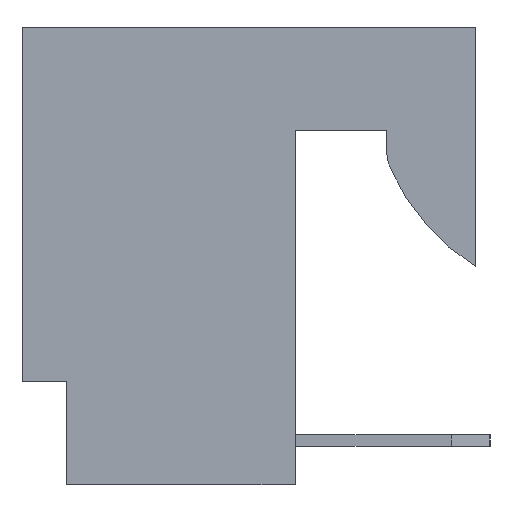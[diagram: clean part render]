
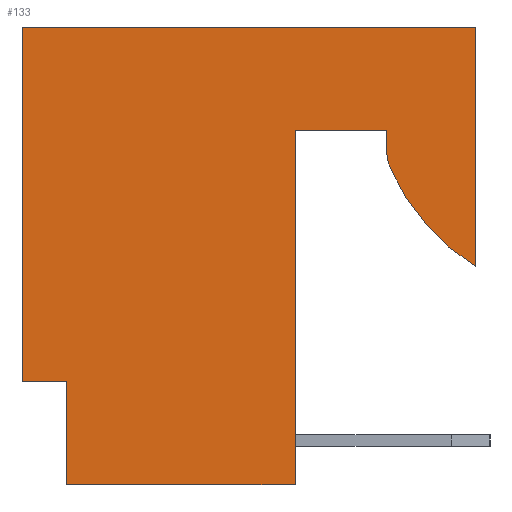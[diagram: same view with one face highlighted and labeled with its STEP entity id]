
A CAD part, left-side view. The second image highlights one B-rep face of the part: STEP entity #133.
In plain terms, the highlighted planar face has unit normal (-1, 0, 0).
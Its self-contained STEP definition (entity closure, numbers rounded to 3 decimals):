
#133=ADVANCED_FACE('',(#1040),#1041,.F.);
#1040=FACE_OUTER_BOUND('',#2740,.T.);
#1041=PLANE('',#2741);
#2740=EDGE_LOOP('',(#4760,#4761,#4762,#4763,#4764,#4765,#4766,#4767,#4768,#4769,#4770));
#2741=AXIS2_PLACEMENT_3D('',#4771,#4772,#4773);
#4760=ORIENTED_EDGE('',*,*,#11586,.F.);
#4761=ORIENTED_EDGE('',*,*,#11587,.F.);
#4762=ORIENTED_EDGE('',*,*,#11588,.F.);
#4763=ORIENTED_EDGE('',*,*,#11589,.F.);
#4764=ORIENTED_EDGE('',*,*,#11590,.F.);
#4765=ORIENTED_EDGE('',*,*,#11591,.F.);
#4766=ORIENTED_EDGE('',*,*,#11592,.F.);
#4767=ORIENTED_EDGE('',*,*,#11593,.F.);
#4768=ORIENTED_EDGE('',*,*,#11594,.F.);
#4769=ORIENTED_EDGE('',*,*,#11595,.F.);
#4770=ORIENTED_EDGE('',*,*,#11596,.F.);
#4771=CARTESIAN_POINT('',(-20.269,0.0,0.0));
#4772=DIRECTION('',(1.0,0.0,0.0));
#4773=DIRECTION('',(0.0,1.0,0.0));
#11586=EDGE_CURVE('',#14216,#14217,#14218,.T.);
#11587=EDGE_CURVE('',#14219,#14216,#14220,.T.);
#11588=EDGE_CURVE('',#14221,#14219,#14222,.T.);
#11589=EDGE_CURVE('',#14223,#14221,#14224,.T.);
#11590=EDGE_CURVE('',#14225,#14223,#14226,.T.);
#11591=EDGE_CURVE('',#14227,#14225,#14228,.T.);
#11592=EDGE_CURVE('',#14229,#14227,#14230,.T.);
#11593=EDGE_CURVE('',#14231,#14229,#14232,.T.);
#11594=EDGE_CURVE('',#14233,#14231,#14234,.T.);
#11595=EDGE_CURVE('',#14235,#14233,#14236,.T.);
#11596=EDGE_CURVE('',#14217,#14235,#14237,.T.);
#14216=VERTEX_POINT('',#18108);
#14217=VERTEX_POINT('',#18109);
#14218=LINE('',#18110,#18111);
#14219=VERTEX_POINT('',#18112);
#14220=LINE('',#18113,#18114);
#14221=VERTEX_POINT('',#18115);
#14222=LINE('',#18116,#18117);
#14223=VERTEX_POINT('',#18118);
#14224=LINE('',#18119,#18120);
#14225=VERTEX_POINT('',#18121);
#14226=LINE('',#18122,#18123);
#14227=VERTEX_POINT('',#18124);
#14228=LINE('',#18125,#18126);
#14229=VERTEX_POINT('',#18127);
#14230=LINE('',#18128,#18129);
#14231=VERTEX_POINT('',#18130);
#14232=LINE('',#18131,#18132);
#14233=VERTEX_POINT('',#18133);
#14234=CIRCLE('',#18134,0.762);
#14235=VERTEX_POINT('',#18135);
#14236=CIRCLE('',#18136,3.81);
#14237=LINE('',#18137,#18138);
#18108=CARTESIAN_POINT('',(-20.269,7.798,0.0));
#18109=CARTESIAN_POINT('',(-20.269,0.0,0.0));
#18110=CARTESIAN_POINT('',(-20.269,7.798,0.0));
#18111=VECTOR('',#23598,7.798);
#18112=CARTESIAN_POINT('',(-20.269,7.798,-6.096));
#18113=CARTESIAN_POINT('',(-20.269,7.798,-6.096));
#18114=VECTOR('',#23599,6.096);
#18115=CARTESIAN_POINT('',(-20.269,7.036,-6.096));
#18116=CARTESIAN_POINT('',(-20.269,7.036,-6.096));
#18117=VECTOR('',#23600,0.762);
#18118=CARTESIAN_POINT('',(-20.269,7.036,-7.874));
#18119=CARTESIAN_POINT('',(-20.269,7.036,-7.874));
#18120=VECTOR('',#23601,1.778);
#18121=CARTESIAN_POINT('',(-20.269,3.099,-7.874));
#18122=CARTESIAN_POINT('',(-20.269,3.099,-7.874));
#18123=VECTOR('',#23602,3.937);
#18124=CARTESIAN_POINT('',(-20.269,3.099,-1.778));
#18125=CARTESIAN_POINT('',(-20.269,3.099,-1.778));
#18126=VECTOR('',#23603,6.096);
#18127=CARTESIAN_POINT('',(-20.269,1.524,-1.778));
#18128=CARTESIAN_POINT('',(-20.269,1.524,-1.778));
#18129=VECTOR('',#23604,1.575);
#18130=CARTESIAN_POINT('',(-20.269,1.524,-2.125));
#18131=CARTESIAN_POINT('',(-20.269,1.524,-2.125));
#18132=VECTOR('',#23605,0.347);
#18133=CARTESIAN_POINT('',(-20.269,1.459,-2.434));
#18134=AXIS2_PLACEMENT_3D('',#23606,#23607,#23608);
#18135=CARTESIAN_POINT('',(-20.269,0.0,-4.117));
#18136=AXIS2_PLACEMENT_3D('',#23609,#23610,#23611);
#18137=CARTESIAN_POINT('',(-20.269,0.0,0.0));
#18138=VECTOR('',#23612,4.117);
#23598=DIRECTION('',(0.0,-1.0,0.0));
#23599=DIRECTION('',(0.0,0.0,1.0));
#23600=DIRECTION('',(0.0,1.0,0.0));
#23601=DIRECTION('',(0.0,0.0,1.0));
#23602=DIRECTION('',(0.0,1.0,0.0));
#23603=DIRECTION('',(0.0,0.0,-1.0));
#23604=DIRECTION('',(0.0,1.0,0.0));
#23605=DIRECTION('',(0.0,0.0,1.0));
#23606=CARTESIAN_POINT('',(-20.269,0.762,-2.125));
#23607=DIRECTION('',(1.0,0.0,0.0));
#23608=DIRECTION('',(0.0,0.914,-0.405));
#23609=CARTESIAN_POINT('',(-20.269,-2.024,-0.889));
#23610=DIRECTION('',(1.0,0.0,0.0));
#23611=DIRECTION('',(0.0,0.531,-0.847));
#23612=DIRECTION('',(0.0,0.0,-1.0));
